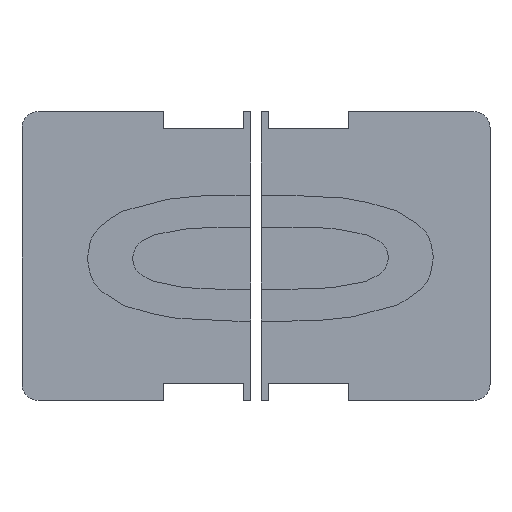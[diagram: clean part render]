
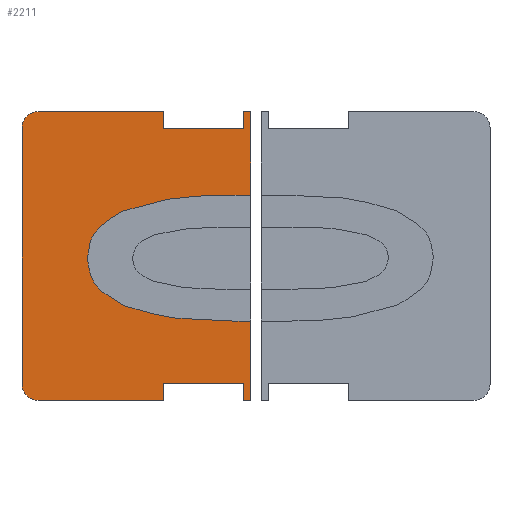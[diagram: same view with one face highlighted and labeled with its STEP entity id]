
A CAD part, top view. The second image highlights one B-rep face of the part: STEP entity #2211.
In plain terms, the highlighted planar face has unit normal (0, 0, 1).
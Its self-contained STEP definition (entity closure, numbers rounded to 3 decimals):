
#21=CIRCLE('',#2321,3.);
#22=CIRCLE('',#2322,3.);
#118=B_SPLINE_CURVE_WITH_KNOTS('',3,(#3961,#3962,#3963,#3964,#3965),
 .UNSPECIFIED.,.F.,.F.,(4,1,4),(0.,0.434,0.988),
 .UNSPECIFIED.);
#120=B_SPLINE_CURVE_WITH_KNOTS('',3,(#3994,#3995,#3996,#3997,#3998),
 .UNSPECIFIED.,.F.,.F.,(4,1,4),(0.,0.437,0.822),
 .UNSPECIFIED.);
#122=B_SPLINE_CURVE_WITH_KNOTS('',3,(#4027,#4028,#4029,#4030,#4031),
 .UNSPECIFIED.,.F.,.F.,(4,1,4),(0.,0.391,0.832),
 .UNSPECIFIED.);
#124=B_SPLINE_CURVE_WITH_KNOTS('',3,(#4060,#4061,#4062,#4063,#4064),
 .UNSPECIFIED.,.F.,.F.,(4,1,4),(0.,0.569,1.012),
 .UNSPECIFIED.);
#235=FACE_OUTER_BOUND('',#353,.T.);
#353=EDGE_LOOP('',(#1929,#1930,#1931,#1932,#1933,#1934,#1935,#1936,#1937,
#1938,#1939,#1940,#1941,#1942,#1943,#1944,#1945,#1946,#1947,#1948,#1949));
#552=LINE('',#3908,#798);
#560=LINE('',#3924,#806);
#563=LINE('',#3930,#809);
#580=LINE('',#4210,#826);
#581=LINE('',#4213,#827);
#582=LINE('',#4215,#828);
#583=LINE('',#4217,#829);
#584=LINE('',#4219,#830);
#585=LINE('',#4221,#831);
#586=LINE('',#4225,#832);
#587=LINE('',#4229,#833);
#588=LINE('',#4231,#834);
#589=LINE('',#4233,#835);
#590=LINE('',#4235,#836);
#591=LINE('',#4236,#837);
#798=VECTOR('',#2663,10.);
#806=VECTOR('',#2671,10.);
#809=VECTOR('',#2676,10.);
#826=VECTOR('',#2701,10.);
#827=VECTOR('',#2704,10.);
#828=VECTOR('',#2705,10.);
#829=VECTOR('',#2706,10.);
#830=VECTOR('',#2707,10.);
#831=VECTOR('',#2708,10.);
#832=VECTOR('',#2711,10.);
#833=VECTOR('',#2714,10.);
#834=VECTOR('',#2715,10.);
#835=VECTOR('',#2716,10.);
#836=VECTOR('',#2717,10.);
#837=VECTOR('',#2718,10.);
#1018=VERTEX_POINT('',#3905);
#1019=VERTEX_POINT('',#3907);
#1026=VERTEX_POINT('',#3921);
#1027=VERTEX_POINT('',#3923);
#1029=VERTEX_POINT('',#3929);
#1032=VERTEX_POINT('',#3960);
#1034=VERTEX_POINT('',#3993);
#1036=VERTEX_POINT('',#4026);
#1038=VERTEX_POINT('',#4059);
#1049=VERTEX_POINT('',#4212);
#1050=VERTEX_POINT('',#4214);
#1051=VERTEX_POINT('',#4216);
#1052=VERTEX_POINT('',#4218);
#1053=VERTEX_POINT('',#4220);
#1054=VERTEX_POINT('',#4222);
#1055=VERTEX_POINT('',#4224);
#1056=VERTEX_POINT('',#4226);
#1057=VERTEX_POINT('',#4228);
#1058=VERTEX_POINT('',#4230);
#1059=VERTEX_POINT('',#4232);
#1060=VERTEX_POINT('',#4234);
#1308=EDGE_CURVE('',#1019,#1018,#552,.T.);
#1316=EDGE_CURVE('',#1027,#1026,#560,.T.);
#1319=EDGE_CURVE('',#1029,#1019,#563,.T.);
#1323=EDGE_CURVE('',#1032,#1029,#118,.T.);
#1326=EDGE_CURVE('',#1034,#1032,#120,.T.);
#1329=EDGE_CURVE('',#1036,#1034,#122,.T.);
#1332=EDGE_CURVE('',#1038,#1036,#124,.T.);
#1352=EDGE_CURVE('',#1026,#1038,#580,.T.);
#1353=EDGE_CURVE('',#1018,#1049,#581,.T.);
#1354=EDGE_CURVE('',#1049,#1050,#582,.T.);
#1355=EDGE_CURVE('',#1050,#1051,#583,.T.);
#1356=EDGE_CURVE('',#1051,#1052,#584,.T.);
#1357=EDGE_CURVE('',#1052,#1053,#585,.T.);
#1358=EDGE_CURVE('',#1053,#1054,#21,.T.);
#1359=EDGE_CURVE('',#1054,#1055,#586,.T.);
#1360=EDGE_CURVE('',#1055,#1056,#22,.T.);
#1361=EDGE_CURVE('',#1056,#1057,#587,.T.);
#1362=EDGE_CURVE('',#1057,#1058,#588,.T.);
#1363=EDGE_CURVE('',#1058,#1059,#589,.T.);
#1364=EDGE_CURVE('',#1059,#1060,#590,.T.);
#1365=EDGE_CURVE('',#1060,#1027,#591,.T.);
#1929=ORIENTED_EDGE('',*,*,#1352,.T.);
#1930=ORIENTED_EDGE('',*,*,#1332,.T.);
#1931=ORIENTED_EDGE('',*,*,#1329,.T.);
#1932=ORIENTED_EDGE('',*,*,#1326,.T.);
#1933=ORIENTED_EDGE('',*,*,#1323,.T.);
#1934=ORIENTED_EDGE('',*,*,#1319,.T.);
#1935=ORIENTED_EDGE('',*,*,#1308,.T.);
#1936=ORIENTED_EDGE('',*,*,#1353,.T.);
#1937=ORIENTED_EDGE('',*,*,#1354,.T.);
#1938=ORIENTED_EDGE('',*,*,#1355,.T.);
#1939=ORIENTED_EDGE('',*,*,#1356,.T.);
#1940=ORIENTED_EDGE('',*,*,#1357,.T.);
#1941=ORIENTED_EDGE('',*,*,#1358,.T.);
#1942=ORIENTED_EDGE('',*,*,#1359,.T.);
#1943=ORIENTED_EDGE('',*,*,#1360,.T.);
#1944=ORIENTED_EDGE('',*,*,#1361,.T.);
#1945=ORIENTED_EDGE('',*,*,#1362,.T.);
#1946=ORIENTED_EDGE('',*,*,#1363,.T.);
#1947=ORIENTED_EDGE('',*,*,#1364,.T.);
#1948=ORIENTED_EDGE('',*,*,#1365,.T.);
#1949=ORIENTED_EDGE('',*,*,#1316,.T.);
#2095=PLANE('',#2320);
#2211=ADVANCED_FACE('',(#235),#2095,.T.);
#2320=AXIS2_PLACEMENT_3D('',#4211,#2702,#2703);
#2321=AXIS2_PLACEMENT_3D('',#4223,#2709,#2710);
#2322=AXIS2_PLACEMENT_3D('',#4227,#2712,#2713);
#2663=DIRECTION('',(0.,1.,0.));
#2671=DIRECTION('',(0.,1.,0.));
#2676=DIRECTION('',(1.,0.,0.));
#2701=DIRECTION('',(-1.,0.,0.));
#2702=DIRECTION('center_axis',(0.,0.,1.));
#2703=DIRECTION('ref_axis',(1.,0.,0.));
#2704=DIRECTION('',(-1.,0.,0.));
#2705=DIRECTION('',(0.,-1.,0.));
#2706=DIRECTION('',(-1.,0.,0.));
#2707=DIRECTION('',(0.,1.,0.));
#2708=DIRECTION('',(-1.,0.,0.));
#2709=DIRECTION('center_axis',(0.,0.,1.));
#2710=DIRECTION('ref_axis',(0.,1.,0.));
#2711=DIRECTION('',(0.,-1.,0.));
#2712=DIRECTION('center_axis',(0.,0.,1.));
#2713=DIRECTION('ref_axis',(-1.,0.,0.));
#2714=DIRECTION('',(1.,0.,0.));
#2715=DIRECTION('',(0.,1.,0.));
#2716=DIRECTION('',(1.,0.,0.));
#2717=DIRECTION('',(0.,-1.,0.));
#2718=DIRECTION('',(1.,0.,0.));
#3905=CARTESIAN_POINT('',(42.8,54.,0.6));
#3907=CARTESIAN_POINT('',(42.8,38.387,0.6));
#3908=CARTESIAN_POINT('',(42.8,54.,0.6));
#3921=CARTESIAN_POINT('',(42.8,14.824,0.6));
#3923=CARTESIAN_POINT('',(42.8,0.,0.6));
#3924=CARTESIAN_POINT('',(42.8,54.,0.6));
#3929=CARTESIAN_POINT('',(38.696,38.387,0.6));
#3930=CARTESIAN_POINT('',(35.5,38.387,0.6));
#3960=CARTESIAN_POINT('',(18.879,35.395,0.6));
#3961=CARTESIAN_POINT('Ctrl Pts',(18.879,35.395,0.6));
#3962=CARTESIAN_POINT('Ctrl Pts',(21.575,36.247,0.6));
#3963=CARTESIAN_POINT('Ctrl Pts',(27.711,38.186,0.6));
#3964=CARTESIAN_POINT('Ctrl Pts',(34.75,38.315,0.6));
#3965=CARTESIAN_POINT('Ctrl Pts',(38.696,38.387,0.6));
#3993=CARTESIAN_POINT('',(12.258,26.593,0.6));
#3994=CARTESIAN_POINT('Ctrl Pts',(12.258,26.593,0.6));
#3995=CARTESIAN_POINT('Ctrl Pts',(12.458,28.402,0.6));
#3996=CARTESIAN_POINT('Ctrl Pts',(12.833,31.805,0.6));
#3997=CARTESIAN_POINT('Ctrl Pts',(16.95,34.25,0.6));
#3998=CARTESIAN_POINT('Ctrl Pts',(18.879,35.395,0.6));
#4026=CARTESIAN_POINT('',(19.052,17.717,0.6));
#4027=CARTESIAN_POINT('Ctrl Pts',(19.052,17.717,0.6));
#4028=CARTESIAN_POINT('Ctrl Pts',(17.072,18.869,0.6));
#4029=CARTESIAN_POINT('Ctrl Pts',(12.861,21.322,0.6));
#4030=CARTESIAN_POINT('Ctrl Pts',(12.467,24.767,0.6));
#4031=CARTESIAN_POINT('Ctrl Pts',(12.258,26.593,0.6));
#4059=CARTESIAN_POINT('',(39.432,14.824,0.6));
#4060=CARTESIAN_POINT('Ctrl Pts',(39.432,14.824,0.6));
#4061=CARTESIAN_POINT('Ctrl Pts',(35.377,14.871,0.6));
#4062=CARTESIAN_POINT('Ctrl Pts',(28.169,14.956,0.6));
#4063=CARTESIAN_POINT('Ctrl Pts',(21.827,16.876,0.6));
#4064=CARTESIAN_POINT('Ctrl Pts',(19.052,17.717,0.6));
#4210=CARTESIAN_POINT('',(30.416,14.824,0.6));
#4211=CARTESIAN_POINT('Origin',(21.4,27.,0.6));
#4212=CARTESIAN_POINT('',(41.4,54.,0.6));
#4213=CARTESIAN_POINT('',(82.6,54.,0.6));
#4214=CARTESIAN_POINT('',(41.4,50.8,0.6));
#4215=CARTESIAN_POINT('',(41.4,50.8,0.6));
#4216=CARTESIAN_POINT('',(26.4,50.8,0.6));
#4217=CARTESIAN_POINT('',(26.4,50.8,0.6));
#4218=CARTESIAN_POINT('',(26.4,54.,0.6));
#4219=CARTESIAN_POINT('',(26.4,54.,0.6));
#4220=CARTESIAN_POINT('',(3.,54.,0.6));
#4221=CARTESIAN_POINT('',(82.6,54.,0.6));
#4222=CARTESIAN_POINT('',(0.,51.,0.6));
#4223=CARTESIAN_POINT('Origin',(3.,51.,0.6));
#4224=CARTESIAN_POINT('',(0.,3.,0.6));
#4225=CARTESIAN_POINT('',(0.,51.,0.6));
#4226=CARTESIAN_POINT('',(3.,0.,0.6));
#4227=CARTESIAN_POINT('Origin',(3.,3.,0.6));
#4228=CARTESIAN_POINT('',(26.4,0.,0.6));
#4229=CARTESIAN_POINT('',(3.,0.,0.6));
#4230=CARTESIAN_POINT('',(26.4,3.2,0.6));
#4231=CARTESIAN_POINT('',(26.4,0.,0.6));
#4232=CARTESIAN_POINT('',(41.4,3.2,0.6));
#4233=CARTESIAN_POINT('',(26.4,3.2,0.6));
#4234=CARTESIAN_POINT('',(41.4,0.,0.6));
#4235=CARTESIAN_POINT('',(41.4,3.2,0.6));
#4236=CARTESIAN_POINT('',(3.,0.,0.6));
